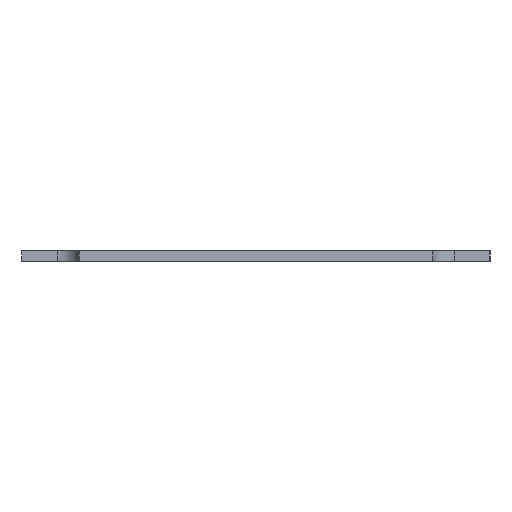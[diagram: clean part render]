
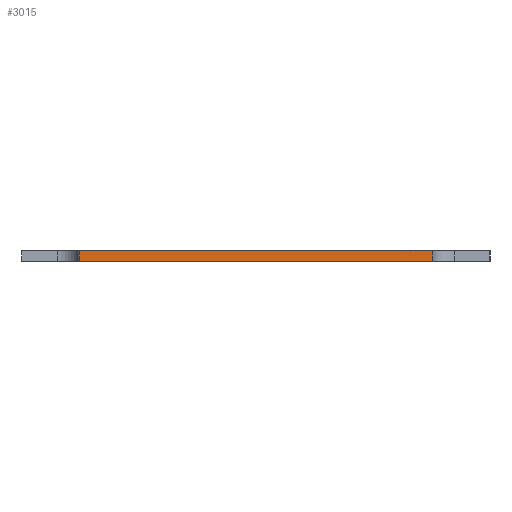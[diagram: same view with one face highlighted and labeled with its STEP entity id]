
A CAD part, left-side view. The second image highlights one B-rep face of the part: STEP entity #3015.
In plain terms, the highlighted planar face has unit normal (-1, 0, 0).
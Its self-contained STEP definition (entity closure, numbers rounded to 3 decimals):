
#27 = DIRECTION ( 'NONE',  ( 1., 0., 0. ) ) ;
#39 = EDGE_CURVE ( 'NONE', #2642, #556, #1625, .T. ) ;
#194 = CARTESIAN_POINT ( 'NONE',  ( 245.95, -2.32, 1.6 ) ) ;
#285 = DIRECTION ( 'NONE',  ( 0., -1., 0. ) ) ;
#376 = LINE ( 'NONE', #2583, #1957 ) ;
#394 = ORIENTED_EDGE ( 'NONE', *, *, #39, .F. ) ;
#479 = EDGE_CURVE ( 'NONE', #1623, #556, #1869, .T. ) ;
#531 = LINE ( 'NONE', #2506, #2722 ) ;
#556 = VERTEX_POINT ( 'NONE', #2472 ) ;
#617 = EDGE_LOOP ( 'NONE', ( #3025, #394, #2634, #2724 ) ) ;
#638 = DIRECTION ( 'NONE',  ( 0., -1., 0. ) ) ;
#663 = EDGE_CURVE ( 'NONE', #1047, #2642, #531, .T. ) ;
#748 = VECTOR ( 'NONE', #2851, 1000. ) ;
#1009 = CARTESIAN_POINT ( 'NONE',  ( 245.95, -2.32, 1.6 ) ) ;
#1047 = VERTEX_POINT ( 'NONE', #2429 ) ;
#1255 = FACE_OUTER_BOUND ( 'NONE', #617, .T. ) ;
#1623 = VERTEX_POINT ( 'NONE', #2495 ) ;
#1625 = LINE ( 'NONE', #194, #748 ) ;
#1869 = LINE ( 'NONE', #2861, #2785 ) ;
#1957 = VECTOR ( 'NONE', #2326, 1000. ) ;
#1978 = DIRECTION ( 'NONE',  ( 0., 0., -1. ) ) ;
#2227 = PLANE ( 'NONE',  #2363 ) ;
#2326 = DIRECTION ( 'NONE',  ( 0., 0., -1. ) ) ;
#2363 = AXIS2_PLACEMENT_3D ( 'NONE', #2466, #27, #1978 ) ;
#2429 = CARTESIAN_POINT ( 'NONE',  ( 245.95, 53.68, 1.6 ) ) ;
#2466 = CARTESIAN_POINT ( 'NONE',  ( 245.95, 53.68, 1.6 ) ) ;
#2472 = CARTESIAN_POINT ( 'NONE',  ( 245.95, -2.32, 0. ) ) ;
#2495 = CARTESIAN_POINT ( 'NONE',  ( 245.95, 53.68, 0. ) ) ;
#2506 = CARTESIAN_POINT ( 'NONE',  ( 245.95, 53.68, 1.6 ) ) ;
#2583 = CARTESIAN_POINT ( 'NONE',  ( 245.95, 53.68, 1.6 ) ) ;
#2634 = ORIENTED_EDGE ( 'NONE', *, *, #663, .F. ) ;
#2642 = VERTEX_POINT ( 'NONE', #1009 ) ;
#2722 = VECTOR ( 'NONE', #285, 1000. ) ;
#2724 = ORIENTED_EDGE ( 'NONE', *, *, #3114, .T. ) ;
#2785 = VECTOR ( 'NONE', #638, 1000. ) ;
#2851 = DIRECTION ( 'NONE',  ( 0., 0., -1. ) ) ;
#2861 = CARTESIAN_POINT ( 'NONE',  ( 245.95, 53.68, 0. ) ) ;
#3015 = ADVANCED_FACE ( 'NONE', ( #1255 ), #2227, .F. ) ;
#3025 = ORIENTED_EDGE ( 'NONE', *, *, #479, .T. ) ;
#3114 = EDGE_CURVE ( 'NONE', #1047, #1623, #376, .T. ) ;
